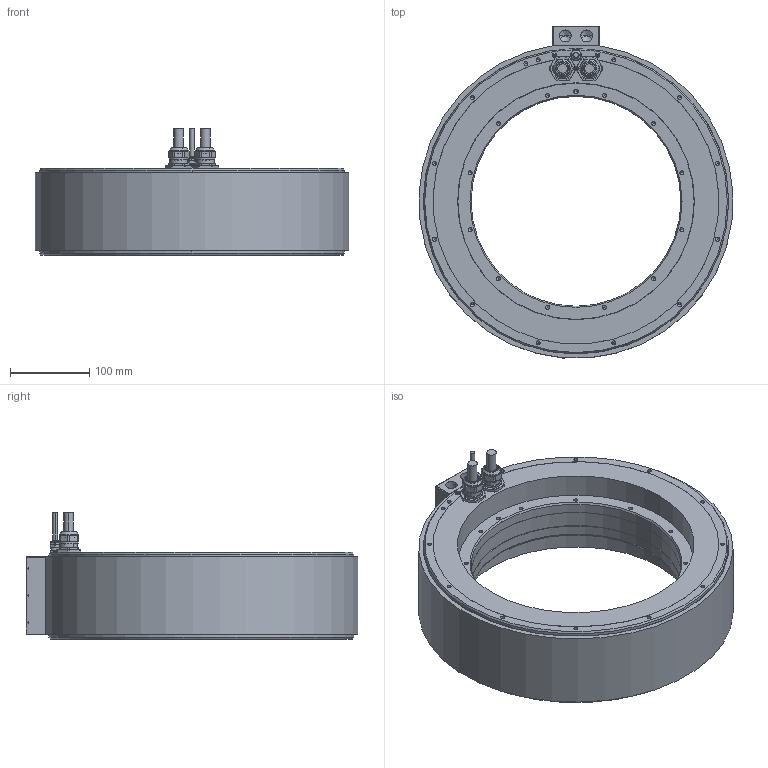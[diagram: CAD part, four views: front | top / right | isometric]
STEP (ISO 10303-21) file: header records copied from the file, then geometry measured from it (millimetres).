
FILE_DESCRIPTION((''),'2;1');
FILE_NAME('1220139-11_ASM','2018-10-19T',('CH5533'),(''),'PRO/ENGINEER BY PARAMETRIC TECHNOLOGY CORPORATION, 2014000','PRO/ENGINEER BY PARAMETRIC TECHNOLOGY CORPORATION, 2014000','');
FILE_SCHEMA(('CONFIG_CONTROL_DESIGN'));
Length unit declared in the file: millimetre
Products named in the file (3): PRT0001; PRT0002; 1220139-11_ASM
Assembly tree (2 placements, depth 2):
  1220139-11_ASM
    PRT0001
    PRT0002
Bounding box: 396.43 x 419.07 x 159.8 mm (x, y, z)
Volume: 6663532.9 mm3; surface area: 509170.9 mm2
Topology: 2 solids, 22 shells, 818 faces, 1945 edges, 1167 vertices
Faces by surface type: cylinder 352, plane 208, cone 206, torus 48, sphere 4
Entity records: 27794 total; most frequent: DIRECTION 4347, CARTESIAN_POINT 4331, ORIENTED_EDGE 3678, EDGE_CURVE 1839, AXIS2_PLACEMENT_3D 1775, VERTEX_POINT 1167, EDGE_LOOP 962, CIRCLE 952
